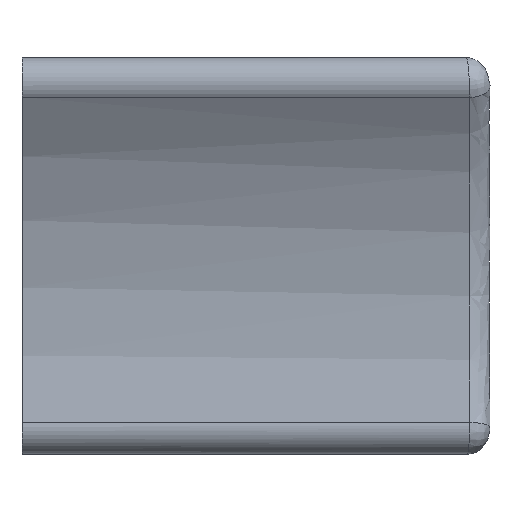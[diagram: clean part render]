
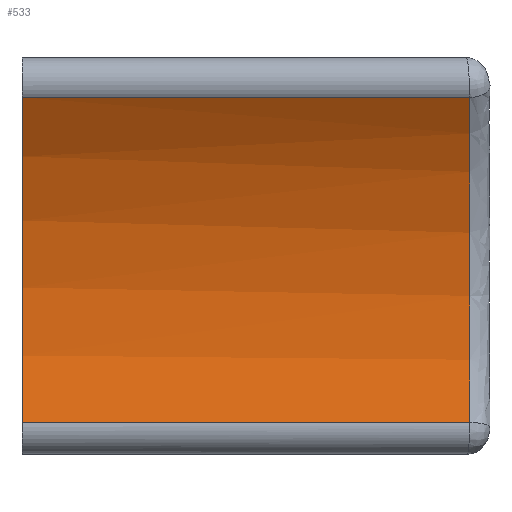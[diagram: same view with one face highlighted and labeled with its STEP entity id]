
A CAD part, left-side view. The second image highlights one B-rep face of the part: STEP entity #533.
In plain terms, the highlighted cylindrical face has radius 39.196 mm (diameter 78.391 mm), a partial arc.
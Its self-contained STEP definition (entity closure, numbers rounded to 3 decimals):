
#41=B_SPLINE_CURVE_WITH_KNOTS('',3,(#1544,#1545,#1546,#1547,#1548),
 .UNSPECIFIED.,.F.,.F.,(4,1,4),(0.,2.015,3.526),
 .UNSPECIFIED.);
#93=FACE_OUTER_BOUND('',#131,.T.);
#131=EDGE_LOOP('',(#444,#445,#446,#447));
#157=LINE('',#1558,#176);
#158=LINE('',#1562,#177);
#176=VECTOR('',#694,10.);
#177=VECTOR('',#699,10.);
#207=CIRCLE('',#593,39.196);
#247=VERTEX_POINT('',#1254);
#252=VERTEX_POINT('',#1499);
#255=VERTEX_POINT('',#1556);
#256=VERTEX_POINT('',#1560);
#319=EDGE_CURVE('',#247,#252,#41,.T.);
#324=EDGE_CURVE('',#252,#255,#157,.T.);
#325=EDGE_CURVE('',#255,#256,#207,.T.);
#326=EDGE_CURVE('',#256,#247,#158,.T.);
#444=ORIENTED_EDGE('',*,*,#319,.T.);
#445=ORIENTED_EDGE('',*,*,#324,.T.);
#446=ORIENTED_EDGE('',*,*,#325,.T.);
#447=ORIENTED_EDGE('',*,*,#326,.T.);
#500=CYLINDRICAL_SURFACE('',#592,39.196);
#533=ADVANCED_FACE('',(#93),#500,.F.);
#592=AXIS2_PLACEMENT_3D('',#1559,#695,#696);
#593=AXIS2_PLACEMENT_3D('',#1561,#697,#698);
#694=DIRECTION('',(0.,1.,0.));
#695=DIRECTION('center_axis',(0.,1.,0.));
#696=DIRECTION('ref_axis',(0.747,0.,0.665));
#697=DIRECTION('center_axis',(0.,1.,0.));
#698=DIRECTION('ref_axis',(0.747,0.,0.665));
#699=DIRECTION('',(0.,-1.,0.));
#1254=CARTESIAN_POINT('',(40.291,-109.121,-35.966));
#1499=CARTESIAN_POINT('',(34.711,-109.121,-3.912));
#1544=CARTESIAN_POINT('Ctrl Pts',(40.291,-109.121,-35.966));
#1545=CARTESIAN_POINT('Ctrl Pts',(41.907,-109.121,-29.783));
#1546=CARTESIAN_POINT('Ctrl Pts',(42.031,-109.121,-18.266));
#1547=CARTESIAN_POINT('Ctrl Pts',(37.419,-109.121,-7.867));
#1548=CARTESIAN_POINT('Ctrl Pts',(34.711,-109.121,-3.912));
#1556=CARTESIAN_POINT('',(34.711,-65.,-3.912));
#1558=CARTESIAN_POINT('',(34.711,-65.,-3.912));
#1559=CARTESIAN_POINT('Origin',(2.369,-65.,-26.055));
#1560=CARTESIAN_POINT('',(40.291,-65.,-35.966));
#1561=CARTESIAN_POINT('Origin',(2.369,-65.,-26.055));
#1562=CARTESIAN_POINT('',(40.291,-65.,-35.966));
